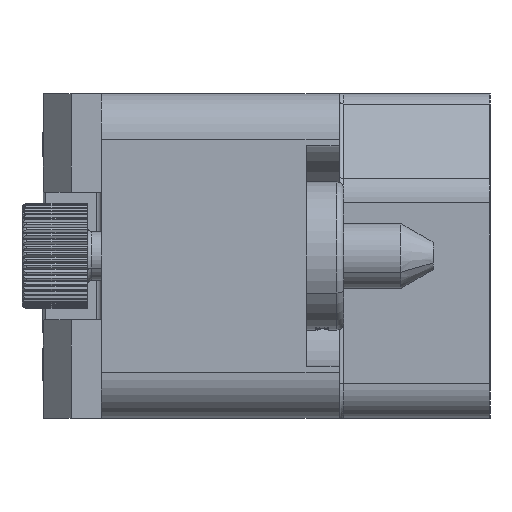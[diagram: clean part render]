
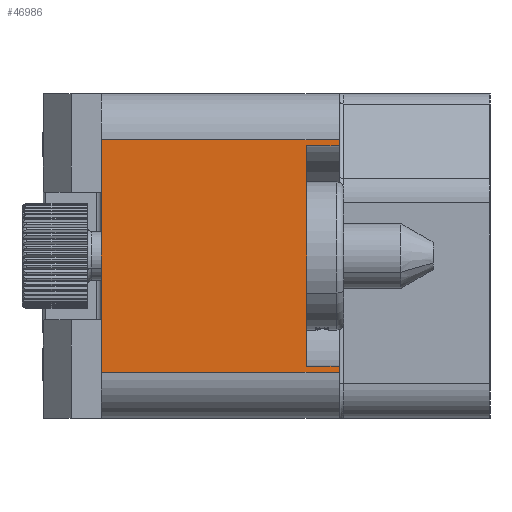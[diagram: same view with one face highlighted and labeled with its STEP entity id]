
A CAD part, left-side view. The second image highlights one B-rep face of the part: STEP entity #46986.
In plain terms, the highlighted planar face has unit normal (-1, 0, 0).
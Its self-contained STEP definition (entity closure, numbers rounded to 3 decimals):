
#4314=DIRECTION('',(0.,0.,-1.));
#4315=VECTOR('',#4314,10.);
#4316=CARTESIAN_POINT('',(-40.,10.25,5.));
#4317=LINE('',#4316,#4315);
#4417=DIRECTION('',(0.,-1.,0.));
#4418=VECTOR('',#4417,10.25);
#4419=CARTESIAN_POINT('',(-40.,10.25,5.));
#4420=LINE('',#4419,#4418);
#4599=DIRECTION('',(0.,1.,0.));
#4600=VECTOR('',#4599,10.25);
#4601=CARTESIAN_POINT('',(-40.,0.,-5.));
#4602=LINE('',#4601,#4600);
#4608=DIRECTION('',(0.,0.,1.));
#4609=VECTOR('',#4608,9.5);
#4610=CARTESIAN_POINT('',(-40.,1.4,-4.75));
#4611=LINE('',#4610,#4609);
#4612=DIRECTION('',(0.,1.,0.));
#4613=VECTOR('',#4612,1.4);
#4614=CARTESIAN_POINT('',(-40.,0.,-4.75));
#4615=LINE('',#4614,#4613);
#4616=DIRECTION('',(0.,0.,-1.));
#4617=VECTOR('',#4616,0.25);
#4618=CARTESIAN_POINT('',(-40.,0.,-4.75));
#4619=LINE('',#4618,#4617);
#4620=DIRECTION('',(0.,0.,-1.));
#4621=VECTOR('',#4620,0.25);
#4622=CARTESIAN_POINT('',(-40.,0.,5.));
#4623=LINE('',#4622,#4621);
#4624=DIRECTION('',(0.,1.,0.));
#4625=VECTOR('',#4624,1.4);
#4626=CARTESIAN_POINT('',(-40.,0.,4.75));
#4627=LINE('',#4626,#4625);
#34806=CARTESIAN_POINT('',(-40.,0.,5.));
#34807=VERTEX_POINT('',#34806);
#34808=CARTESIAN_POINT('',(-40.,10.25,5.));
#34809=VERTEX_POINT('',#34808);
#34814=CARTESIAN_POINT('',(-40.,10.25,-5.));
#34815=VERTEX_POINT('',#34814);
#34816=CARTESIAN_POINT('',(-40.,0.,-5.));
#34817=VERTEX_POINT('',#34816);
#34834=CARTESIAN_POINT('',(-40.,0.,-4.75));
#34836=VERTEX_POINT('',#34834);
#34840=CARTESIAN_POINT('',(-40.,0.,4.75));
#34841=VERTEX_POINT('',#34840);
#34842=CARTESIAN_POINT('',(-40.,1.4,-4.75));
#34843=CARTESIAN_POINT('',(-40.,1.4,4.75));
#34844=VERTEX_POINT('',#34842);
#34845=VERTEX_POINT('',#34843);
#46968=CARTESIAN_POINT('',(-40.,0.,7.));
#46969=DIRECTION('',(-1.,0.,0.));
#46970=DIRECTION('',(0.,1.,0.));
#46971=AXIS2_PLACEMENT_3D('',#46968,#46969,#46970);
#46972=PLANE('',#46971);
#46974=ORIENTED_EDGE('',*,*,#46973,.F.);
#46976=ORIENTED_EDGE('',*,*,#46975,.F.);
#46977=ORIENTED_EDGE('',*,*,#46799,.T.);
#46978=ORIENTED_EDGE('',*,*,#46962,.T.);
#46979=ORIENTED_EDGE('',*,*,#46701,.F.);
#46980=ORIENTED_EDGE('',*,*,#46783,.T.);
#46981=ORIENTED_EDGE('',*,*,#46807,.T.);
#46983=ORIENTED_EDGE('',*,*,#46982,.T.);
#46984=EDGE_LOOP('',(#46974,#46976,#46977,#46978,#46979,#46980,#46981,#46983));
#46985=FACE_OUTER_BOUND('',#46984,.F.);
#46986=ADVANCED_FACE('',(#46985),#46972,.T.);
#46701=EDGE_CURVE('',#34809,#34815,#4317,.T.);
#46783=EDGE_CURVE('',#34809,#34807,#4420,.T.);
#46799=EDGE_CURVE('',#34836,#34817,#4619,.T.);
#46807=EDGE_CURVE('',#34807,#34841,#4623,.T.);
#46962=EDGE_CURVE('',#34817,#34815,#4602,.T.);
#46973=EDGE_CURVE('',#34844,#34845,#4611,.T.);
#46975=EDGE_CURVE('',#34836,#34844,#4615,.T.);
#46982=EDGE_CURVE('',#34841,#34845,#4627,.T.);
